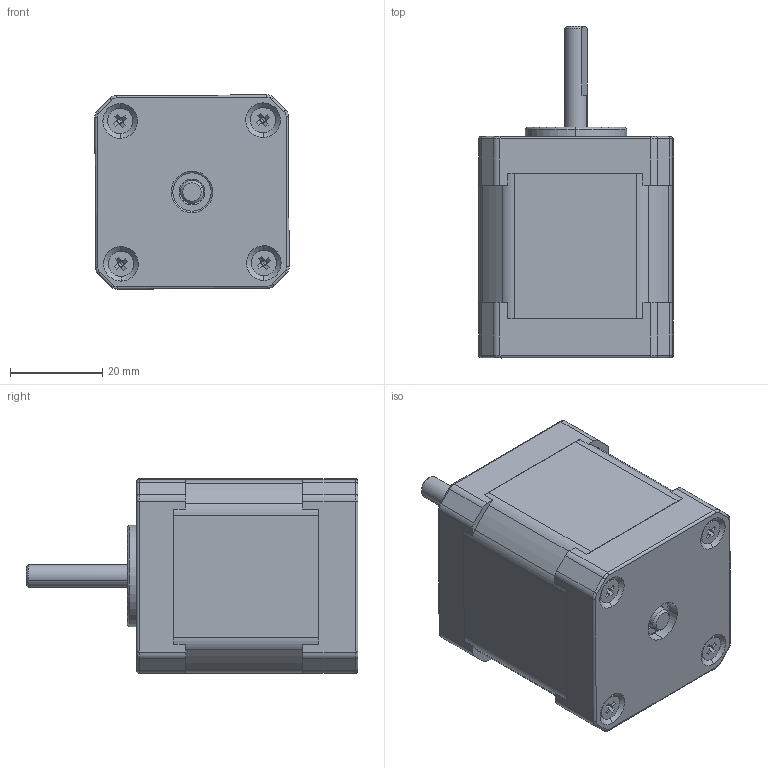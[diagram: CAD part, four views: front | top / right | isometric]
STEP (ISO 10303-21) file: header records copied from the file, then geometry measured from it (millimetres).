
FILE_DESCRIPTION (( 'STEP AP214' ), '1' );
FILE_NAME ('17HM19-2004S.STEP', '2016-10-21T23:23:40', ( 'Admin' ), ( '' ), 'SwSTEP 2.0', 'SolidWorks 2013', '' );
FILE_SCHEMA (( 'AUTOMOTIVE_DESIGN' ));
Length unit declared in the file: millimetre
Products named in the file (7): countersunk flat head cross recess screw_din_ISO 7046-1 - M3 x 30 - Z --- 30N; radial ball bearing_68_din_DIN 625 - 625 - 8,SI,NC,8_68; nema17_top_17HM19-2004S; nema17_middle_17HM19-2004S; nema17_bottom_17HM19-2004S; nema17_shaft_17HM19-2004S; 17HM19-2004S
Assembly tree (10 placements, depth 2):
  17HM19-2004S
    nema17_shaft_17HM19-2004S
    nema17_bottom_17HM19-2004S
    nema17_middle_17HM19-2004S
    nema17_top_17HM19-2004S
    radial ball bearing_68_din_DIN 625 - 625 - 8,SI,NC,8_68  x2
    countersunk flat head cross recess screw_din_ISO 7046-1 - M3 x 30 - Z --- 30N  x4
Bounding box: 42.19 x 72 x 42.19 mm (x, y, z)
Volume: 58422.4 mm3; surface area: 26142.2 mm2
Topology: 10 solids, 10 shells, 394 faces, 918 edges, 548 vertices
Faces by surface type: plane 138, cylinder 132, cone 72, torus 52
Entity records: 7589 total; most frequent: DIRECTION 1383, CARTESIAN_POINT 1239, ORIENTED_EDGE 1156, EDGE_CURVE 578, AXIS2_PLACEMENT_3D 564, VERTEX_POINT 354, CIRCLE 308, EDGE_LOOP 282
